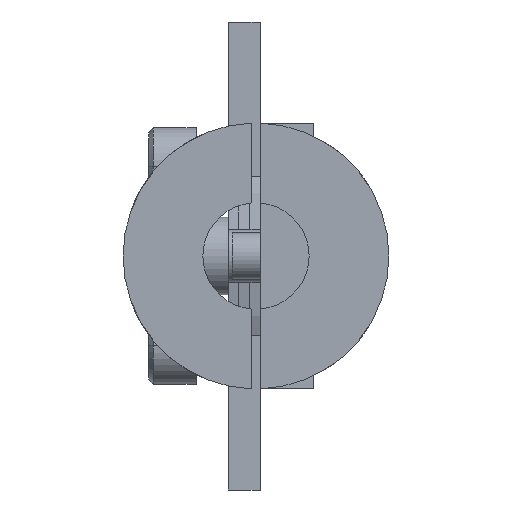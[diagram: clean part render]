
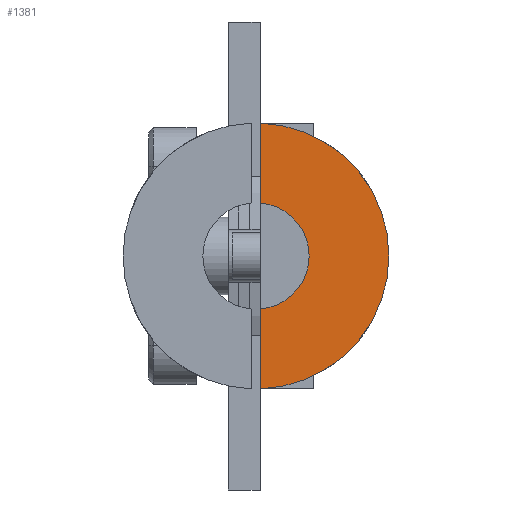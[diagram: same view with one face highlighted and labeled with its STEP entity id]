
A CAD part, left-side view. The second image highlights one B-rep face of the part: STEP entity #1381.
In plain terms, the highlighted planar face has unit normal (-1, 0, 0).
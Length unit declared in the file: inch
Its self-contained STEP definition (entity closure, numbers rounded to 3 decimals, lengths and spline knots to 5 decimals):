
#989 = EDGE_CURVE ( 'NONE', #1163, #1193, #2558, .T. ) ;
#990 = EDGE_CURVE ( 'NONE', #1163, #1189, #2562, .T. ) ;
#992 = EDGE_CURVE ( 'NONE', #1248, #1189, #2561, .T. ) ;
#1037 = EDGE_CURVE ( 'NONE', #1193, #1248, #2624, .T. ) ;
#1163 = VERTEX_POINT ( 'NONE', #5996 ) ;
#1189 = VERTEX_POINT ( 'NONE', #5961 ) ;
#1193 = VERTEX_POINT ( 'NONE', #5957 ) ;
#1248 = VERTEX_POINT ( 'NONE', #5885 ) ;
#1381 = ADVANCED_FACE ( 'NONE', ( #2684 ), #5674, .F. ) ;
#2558 = LINE ( 'NONE', #3626, #2560 ) ;
#2560 = VECTOR ( 'NONE', #3625, 39.37008 ) ;
#2561 = LINE ( 'NONE', #3657, #2563 ) ;
#2562 = CIRCLE ( 'NONE', #3592, 0.3125 ) ;
#2563 = VECTOR ( 'NONE', #3612, 39.37008 ) ;
#2624 = CIRCLE ( 'NONE', #3543, 0.125 ) ;
#2684 = FACE_OUTER_BOUND ( 'NONE', #5435, .T. ) ;
#3465 = AXIS2_PLACEMENT_3D ( 'NONE', #5690, #5655, #5653 ) ;
#3543 = AXIS2_PLACEMENT_3D ( 'NONE', #6067, #6055, #6052 ) ;
#3592 = AXIS2_PLACEMENT_3D ( 'NONE', #3624, #3622, #3621 ) ;
#3612 = DIRECTION ( 'NONE',  ( 0., 0., -1. ) ) ;
#3621 = DIRECTION ( 'NONE',  ( 0., 0., -1. ) ) ;
#3622 = DIRECTION ( 'NONE',  ( 1., 0., 0. ) ) ;
#3624 = CARTESIAN_POINT ( 'NONE',  ( -0.656, 0.135, 0. ) ) ;
#3625 = DIRECTION ( 'NONE',  ( 0., 0., -1. ) ) ;
#3626 = CARTESIAN_POINT ( 'NONE',  ( -0.656, 0.125, 0.35405 ) ) ;
#3657 = CARTESIAN_POINT ( 'NONE',  ( -0.656, 0.125, -0.35405 ) ) ;
#5238 = ORIENTED_EDGE ( 'NONE', *, *, #989, .T. ) ;
#5239 = ORIENTED_EDGE ( 'NONE', *, *, #990, .F. ) ;
#5259 = ORIENTED_EDGE ( 'NONE', *, *, #1037, .T. ) ;
#5260 = ORIENTED_EDGE ( 'NONE', *, *, #992, .T. ) ;
#5435 = EDGE_LOOP ( 'NONE', ( #5239, #5238, #5259, #5260 ) ) ;
#5653 = DIRECTION ( 'NONE',  ( 0., 0., -1. ) ) ;
#5655 = DIRECTION ( 'NONE',  ( 1., 0., 0. ) ) ;
#5674 = PLANE ( 'NONE',  #3465 ) ;
#5690 = CARTESIAN_POINT ( 'NONE',  ( -0.656, 0.135, 0. ) ) ;
#5885 = CARTESIAN_POINT ( 'NONE',  ( -0.656, 0.125, -0.1246 ) ) ;
#5957 = CARTESIAN_POINT ( 'NONE',  ( -0.656, 0.125, 0.1246 ) ) ;
#5961 = CARTESIAN_POINT ( 'NONE',  ( -0.656, 0.125, -0.31234 ) ) ;
#5996 = CARTESIAN_POINT ( 'NONE',  ( -0.656, 0.125, 0.31234 ) ) ;
#6052 = DIRECTION ( 'NONE',  ( 0., 0., -1. ) ) ;
#6055 = DIRECTION ( 'NONE',  ( 1., 0., 0. ) ) ;
#6067 = CARTESIAN_POINT ( 'NONE',  ( -0.656, 0.135, 0. ) ) ;
